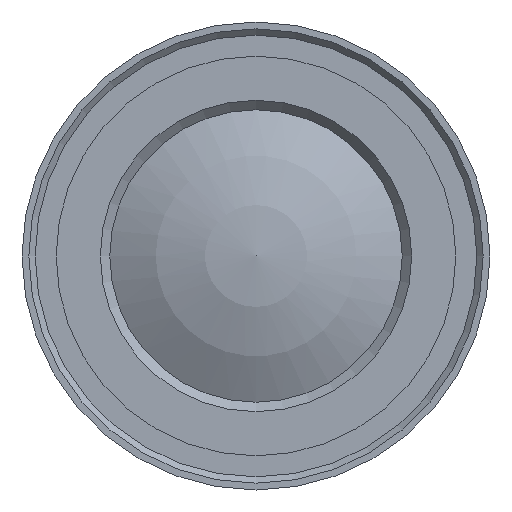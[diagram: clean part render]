
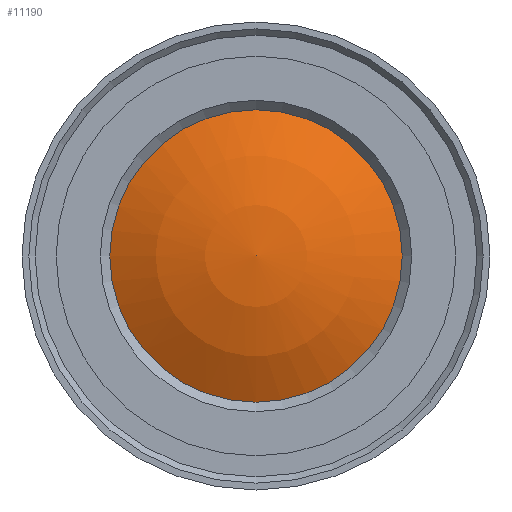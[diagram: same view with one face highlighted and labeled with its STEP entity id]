
A CAD part, front view. The second image highlights one B-rep face of the part: STEP entity #11190.
In plain terms, the highlighted spherical face has radius 28.123 mm.
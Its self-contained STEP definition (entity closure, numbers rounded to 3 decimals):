
#21=SPHERICAL_SURFACE('',#12216,28.123);
#1472=CIRCLE('',#12217,13.95);
#2793=ORIENTED_EDGE('',*,*,#4713,.T.);
#4713=EDGE_CURVE('',#5540,#5540,#1472,.T.);
#5540=VERTEX_POINT('',#17741);
#6187=EDGE_LOOP('',(#2793));
#6781=FACE_BOUND('',#6187,.T.);
#11190=ADVANCED_FACE('',(#6781),#21,.T.);
#12216=AXIS2_PLACEMENT_3D('',#17739,#14177,#14178);
#12217=AXIS2_PLACEMENT_3D('',#17740,#14179,#14180);
#14177=DIRECTION('',(0.,-1.,0.));
#14178=DIRECTION('',(0.,0.,-1.));
#14179=DIRECTION('',(0.,-1.,0.));
#14180=DIRECTION('',(0.,0.,-1.));
#17739=CARTESIAN_POINT('',(0.,-35.24,0.));
#17740=CARTESIAN_POINT('',(0.,-59.659,0.));
#17741=CARTESIAN_POINT('',(0.,-59.659,-13.95));
